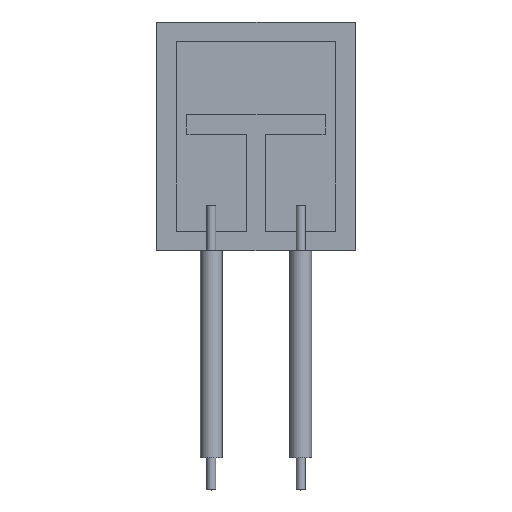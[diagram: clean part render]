
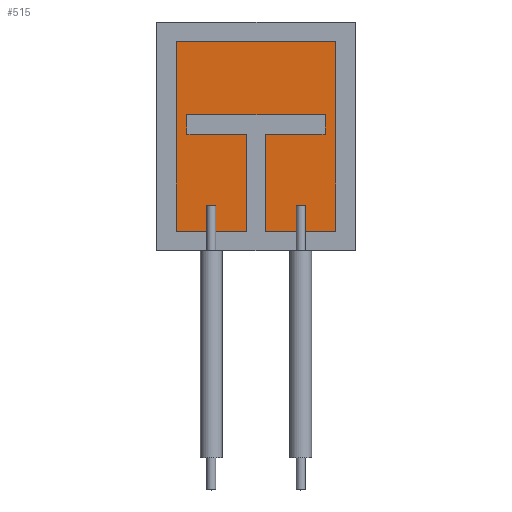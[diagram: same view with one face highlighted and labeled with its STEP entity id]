
A CAD part, top view. The second image highlights one B-rep face of the part: STEP entity #515.
In plain terms, the highlighted planar face has unit normal (0, 0, 1).
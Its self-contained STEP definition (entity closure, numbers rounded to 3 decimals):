
#65=FACE_OUTER_BOUND('',#99,.T.);
#99=EDGE_LOOP('',(#409,#410,#411,#412,#413,#414,#415,#416,#417,#418,#419,
#420));
#133=LINE('',#778,#187);
#136=LINE('',#784,#190);
#139=LINE('',#790,#193);
#142=LINE('',#796,#196);
#145=LINE('',#802,#199);
#148=LINE('',#808,#202);
#151=LINE('',#814,#205);
#154=LINE('',#820,#208);
#157=LINE('',#826,#211);
#160=LINE('',#832,#214);
#163=LINE('',#838,#217);
#166=LINE('',#842,#220);
#187=VECTOR('',#626,10.);
#190=VECTOR('',#631,10.);
#193=VECTOR('',#636,10.);
#196=VECTOR('',#641,10.);
#199=VECTOR('',#646,10.);
#202=VECTOR('',#651,10.);
#205=VECTOR('',#656,10.);
#208=VECTOR('',#661,10.);
#211=VECTOR('',#666,10.);
#214=VECTOR('',#671,10.);
#217=VECTOR('',#676,10.);
#220=VECTOR('',#681,10.);
#237=VERTEX_POINT('',#775);
#238=VERTEX_POINT('',#777);
#240=VERTEX_POINT('',#783);
#242=VERTEX_POINT('',#789);
#244=VERTEX_POINT('',#795);
#246=VERTEX_POINT('',#801);
#248=VERTEX_POINT('',#807);
#250=VERTEX_POINT('',#813);
#252=VERTEX_POINT('',#819);
#254=VERTEX_POINT('',#825);
#256=VERTEX_POINT('',#831);
#258=VERTEX_POINT('',#837);
#285=EDGE_CURVE('',#238,#237,#133,.T.);
#288=EDGE_CURVE('',#240,#238,#136,.T.);
#291=EDGE_CURVE('',#242,#240,#139,.T.);
#294=EDGE_CURVE('',#244,#242,#142,.T.);
#297=EDGE_CURVE('',#246,#244,#145,.T.);
#300=EDGE_CURVE('',#248,#246,#148,.T.);
#303=EDGE_CURVE('',#250,#248,#151,.T.);
#306=EDGE_CURVE('',#252,#250,#154,.T.);
#309=EDGE_CURVE('',#254,#252,#157,.T.);
#312=EDGE_CURVE('',#256,#254,#160,.T.);
#315=EDGE_CURVE('',#258,#256,#163,.T.);
#318=EDGE_CURVE('',#237,#258,#166,.T.);
#409=ORIENTED_EDGE('',*,*,#318,.T.);
#410=ORIENTED_EDGE('',*,*,#315,.T.);
#411=ORIENTED_EDGE('',*,*,#312,.T.);
#412=ORIENTED_EDGE('',*,*,#309,.T.);
#413=ORIENTED_EDGE('',*,*,#306,.T.);
#414=ORIENTED_EDGE('',*,*,#303,.T.);
#415=ORIENTED_EDGE('',*,*,#300,.T.);
#416=ORIENTED_EDGE('',*,*,#297,.T.);
#417=ORIENTED_EDGE('',*,*,#294,.T.);
#418=ORIENTED_EDGE('',*,*,#291,.T.);
#419=ORIENTED_EDGE('',*,*,#288,.T.);
#420=ORIENTED_EDGE('',*,*,#285,.T.);
#487=PLANE('',#568);
#515=ADVANCED_FACE('',(#65),#487,.T.);
#568=AXIS2_PLACEMENT_3D('',#843,#682,#683);
#626=DIRECTION('',(-1.,0.,0.));
#631=DIRECTION('',(0.,1.,0.));
#636=DIRECTION('',(1.,0.,0.));
#641=DIRECTION('',(0.,-1.,0.));
#646=DIRECTION('',(-1.,0.,0.));
#651=DIRECTION('',(0.,-1.,0.));
#656=DIRECTION('',(1.,0.,0.));
#661=DIRECTION('',(0.,1.,0.));
#666=DIRECTION('',(-1.,0.,0.));
#671=DIRECTION('',(0.,1.,0.));
#676=DIRECTION('',(1.,0.,0.));
#681=DIRECTION('',(0.,-1.,0.));
#682=DIRECTION('center_axis',(0.,0.,1.));
#683=DIRECTION('ref_axis',(1.,0.,0.));
#775=CARTESIAN_POINT('',(-1.85,2.2,0.005));
#777=CARTESIAN_POINT('',(1.85,2.2,0.005));
#778=CARTESIAN_POINT('',(-1.85,2.2,0.005));
#783=CARTESIAN_POINT('',(1.85,-2.2,0.005));
#784=CARTESIAN_POINT('',(1.85,0.5,0.005));
#789=CARTESIAN_POINT('',(0.225,-2.2,0.005));
#790=CARTESIAN_POINT('',(1.85,-2.2,0.005));
#795=CARTESIAN_POINT('',(0.225,0.05,0.005));
#796=CARTESIAN_POINT('',(0.225,-2.2,0.005));
#801=CARTESIAN_POINT('',(1.6,0.05,0.005));
#802=CARTESIAN_POINT('',(0.225,0.05,0.005));
#807=CARTESIAN_POINT('',(1.6,0.5,0.005));
#808=CARTESIAN_POINT('',(1.6,0.05,0.005));
#813=CARTESIAN_POINT('',(-1.6,0.5,0.005));
#814=CARTESIAN_POINT('',(-1.6,0.5,0.005));
#819=CARTESIAN_POINT('',(-1.6,0.05,0.005));
#820=CARTESIAN_POINT('',(-1.6,0.05,0.005));
#825=CARTESIAN_POINT('',(-0.225,0.05,0.005));
#826=CARTESIAN_POINT('',(-0.225,0.05,0.005));
#831=CARTESIAN_POINT('',(-0.225,-2.2,0.005));
#832=CARTESIAN_POINT('',(-0.225,-2.2,0.005));
#837=CARTESIAN_POINT('',(-1.85,-2.2,0.005));
#838=CARTESIAN_POINT('',(-1.85,-2.2,0.005));
#842=CARTESIAN_POINT('',(-1.85,0.5,0.005));
#843=CARTESIAN_POINT('Origin',(0.,0.,
0.005));
